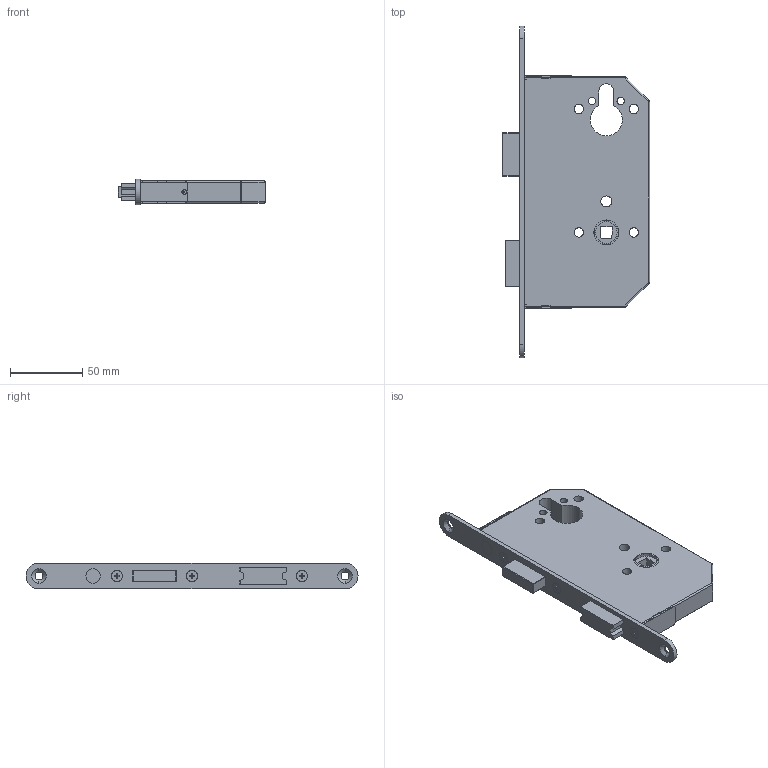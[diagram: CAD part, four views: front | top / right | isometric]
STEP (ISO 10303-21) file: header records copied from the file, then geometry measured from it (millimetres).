
FILE_DESCRIPTION (( 'STEP AP203' ), '1' );
FILE_NAME ('30900_DM60_RZ_18r.STEP', '2025-01-22T14:45:51', ( '' ), ( '' ), 'SwSTEP 2.0', 'SolidWorks 2023', '' );
FILE_SCHEMA (( 'CONFIG_CONTROL_DESIGN' ));
Length unit declared in the file: millimetre
Products named in the file (6): D001556262-000_D001556262-018_18; D001313547-000; D001344641-000_D001344641-018; 30900_DM60_RZ_18r; D001127682-000_D001127682-001; D001556306-000_D001556306-060
Assembly tree (8 placements, depth 2):
  30900_DM60_RZ_18r
    D001556306-000_D001556306-060
    D001127682-000_D001127682-001  x3
    D001313547-000  x2
    D001344641-000_D001344641-018
    D001556262-000_D001556262-018_18
Bounding box: 102 x 230 x 18 mm (x, y, z)
Volume: 225610.6 mm3; surface area: 62282.8 mm2
Topology: 16 solids, 16 shells, 531 faces, 1301 edges, 813 vertices
Faces by surface type: plane 271, cylinder 194, cone 34, torus 20, sphere 12
Entity records: 11663 total; most frequent: CARTESIAN_POINT 1983, DIRECTION 1961, ORIENTED_EDGE 1798, EDGE_CURVE 899, AXIS2_PLACEMENT_3D 707, VERTEX_POINT 569, VECTOR 547, LINE 547
